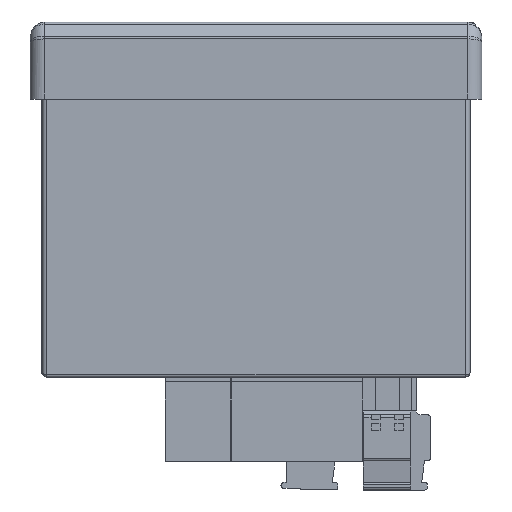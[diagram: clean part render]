
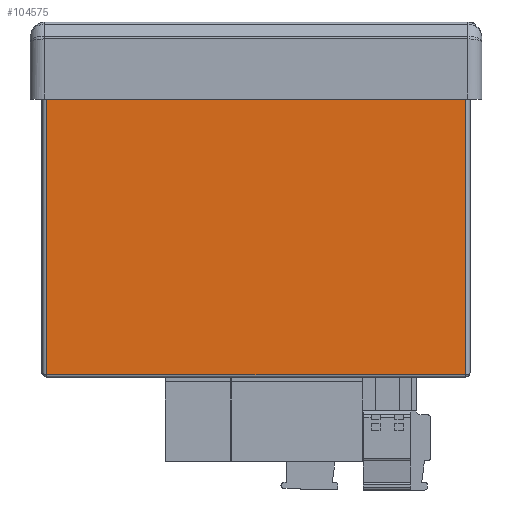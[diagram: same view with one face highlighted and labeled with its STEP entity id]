
A CAD part, front view. The second image highlights one B-rep face of the part: STEP entity #104575.
In plain terms, the highlighted planar face has unit normal (0, -1, 0).
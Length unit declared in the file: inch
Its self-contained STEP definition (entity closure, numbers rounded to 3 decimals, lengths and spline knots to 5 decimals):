
#557 = CARTESIAN_POINT ( 'NONE',  ( -1.00149, 0.91788, 1.92699 ) ) ;
#4513 = DIRECTION ( 'NONE',  ( -1., 0., 0. ) ) ;
#6103 = VERTEX_POINT ( 'NONE', #557 ) ;
#8769 = LINE ( 'NONE', #95036, #87424 ) ;
#15386 = CARTESIAN_POINT ( 'NONE',  ( 2.54182, 0.91788, 1.9073 ) ) ;
#20241 = CARTESIAN_POINT ( 'NONE',  ( -1.00149, 0.91788, 4.23407 ) ) ;
#21606 = VECTOR ( 'NONE', #4513, 39.37008 ) ;
#24401 = VECTOR ( 'NONE', #78069, 39.37008 ) ;
#26790 = LINE ( 'NONE', #36597, #21606 ) ;
#26972 = FACE_OUTER_BOUND ( 'NONE', #38163, .T. ) ;
#27858 = DIRECTION ( 'NONE',  ( 1., 0., 0. ) ) ;
#31685 = EDGE_CURVE ( 'NONE', #95513, #6103, #32142, .T. ) ;
#32138 = AXIS2_PLACEMENT_3D ( 'NONE', #15386, #72978, #41302 ) ;
#32142 = LINE ( 'NONE', #96105, #24401 ) ;
#32296 = PLANE ( 'NONE',  #32138 ) ;
#36597 = CARTESIAN_POINT ( 'NONE',  ( 2.54182, 0.91788, 4.23407 ) ) ;
#38163 = EDGE_LOOP ( 'NONE', ( #72439, #46348, #43016, #93700 ) ) ;
#41302 = DIRECTION ( 'NONE',  ( 0., 0., 1. ) ) ;
#43016 = ORIENTED_EDGE ( 'NONE', *, *, #87410, .T. ) ;
#46348 = ORIENTED_EDGE ( 'NONE', *, *, #97496, .T. ) ;
#66704 = CARTESIAN_POINT ( 'NONE',  ( 2.50245, 0.91788, 4.23407 ) ) ;
#72308 = DIRECTION ( 'NONE',  ( 0., 0., 1. ) ) ;
#72439 = ORIENTED_EDGE ( 'NONE', *, *, #78037, .T. ) ;
#72978 = DIRECTION ( 'NONE',  ( 0., 1., 0. ) ) ;
#73296 = VERTEX_POINT ( 'NONE', #66704 ) ;
#74853 = LINE ( 'NONE', #78546, #101918 ) ;
#78037 = EDGE_CURVE ( 'NONE', #6103, #90590, #74853, .T. ) ;
#78069 = DIRECTION ( 'NONE',  ( 0., 0., -1. ) ) ;
#78546 = CARTESIAN_POINT ( 'NONE',  ( 2.54182, 0.91788, 1.92699 ) ) ;
#87410 = EDGE_CURVE ( 'NONE', #73296, #95513, #26790, .T. ) ;
#87424 = VECTOR ( 'NONE', #72308, 39.37008 ) ;
#90590 = VERTEX_POINT ( 'NONE', #94351 ) ;
#93700 = ORIENTED_EDGE ( 'NONE', *, *, #31685, .T. ) ;
#94351 = CARTESIAN_POINT ( 'NONE',  ( 2.50245, 0.91788, 1.92699 ) ) ;
#95036 = CARTESIAN_POINT ( 'NONE',  ( 2.50245, 0.91788, 1.9073 ) ) ;
#95513 = VERTEX_POINT ( 'NONE', #20241 ) ;
#96105 = CARTESIAN_POINT ( 'NONE',  ( -1.00149, 0.91788, 1.9073 ) ) ;
#97496 = EDGE_CURVE ( 'NONE', #90590, #73296, #8769, .T. ) ;
#101918 = VECTOR ( 'NONE', #27858, 39.37008 ) ;
#104575 = ADVANCED_FACE ( 'NONE', ( #26972 ), #32296, .F. ) ;
